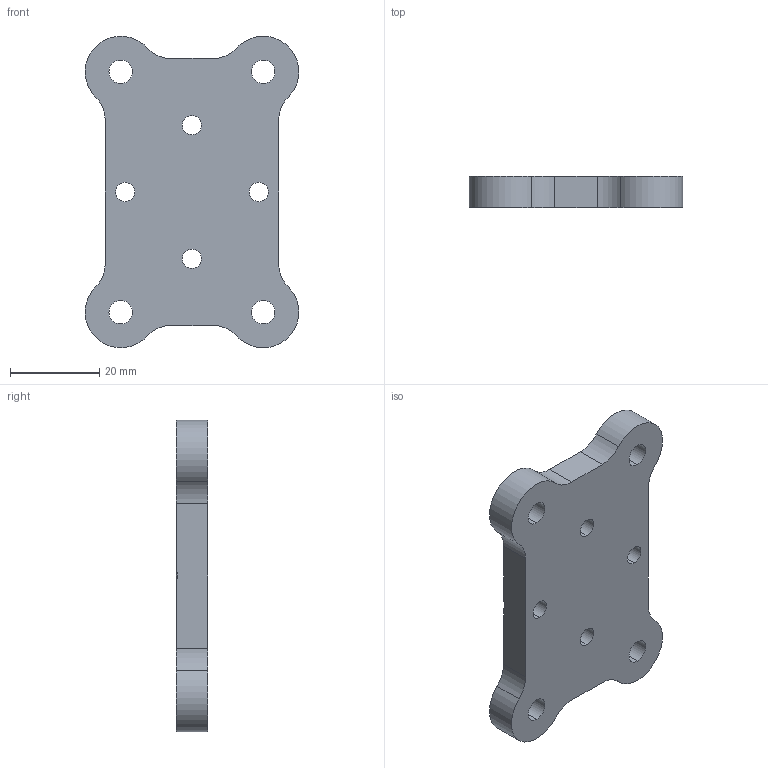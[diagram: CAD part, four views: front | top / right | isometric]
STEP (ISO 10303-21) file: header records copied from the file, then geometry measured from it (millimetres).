
FILE_DESCRIPTION (( 'STEP AP214' ), '1' );
FILE_NAME ('PAN3.2-USI-005-A-Interface 1.STEP', '2022-08-04T09:55:46', ( '' ), ( '' ), 'SwSTEP 2.0', 'SolidWorks 2021', '' );
FILE_SCHEMA (( 'AUTOMOTIVE_DESIGN' ));
Length unit declared in the file: millimetre
Products named in the file (1): PAN3.2-USI-005-A-Interface 1
Bounding box: 47.99 x 7 x 70 mm (x, y, z)
Volume: 17718.7 mm3; surface area: 7559.3 mm2
Topology: 1 solids, 1 shells, 44 faces, 124 edges, 80 vertices
Faces by surface type: cylinder 30, cone 8, plane 6
Entity records: 1596 total; most frequent: DIRECTION 282, CARTESIAN_POINT 263, ORIENTED_EDGE 248, EDGE_CURVE 124, AXIS2_PLACEMENT_3D 115, VERTEX_POINT 80, CIRCLE 70, EDGE_LOOP 58
